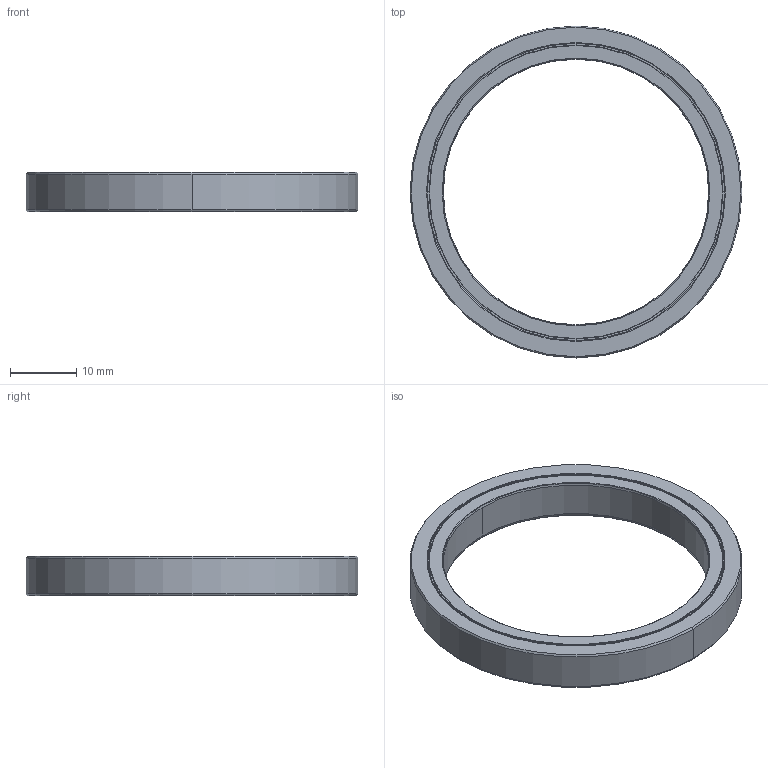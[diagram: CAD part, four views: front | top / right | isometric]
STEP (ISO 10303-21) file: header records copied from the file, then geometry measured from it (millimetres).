
FILE_DESCRIPTION (( 'STEP AP214' ), '1' );
FILE_NAME ('6708 ball bearing.STEP', '2025-02-10T17:57:27', ( '' ), ( '' ), 'SwSTEP 2.0', 'SolidWorks 2024', '' );
FILE_SCHEMA (( 'AUTOMOTIVE_DESIGN' ));
Length unit declared in the file: millimetre
Products named in the file (1): 6708 ball bearing
Bounding box: 50 x 50 x 6 mm (x, y, z)
Volume: 3379.2 mm3; surface area: 7380.6 mm2
Topology: 29 solids, 29 shells, 175 faces, 446 edges, 232 vertices
Faces by surface type: sphere 96, cylinder 26, cone 22, torus 22, plane 9
Entity records: 4549 total; most frequent: DIRECTION 908, CARTESIAN_POINT 662, ORIENTED_EDGE 604, AXIS2_PLACEMENT_3D 430, EDGE_CURVE 302, CIRCLE 254, EDGE_LOOP 184, VERTEX_POINT 184
